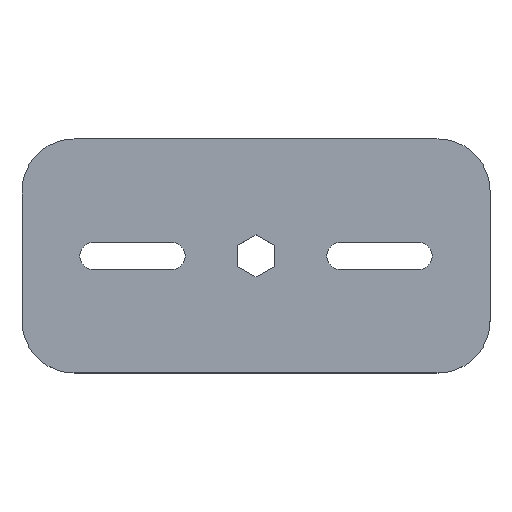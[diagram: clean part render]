
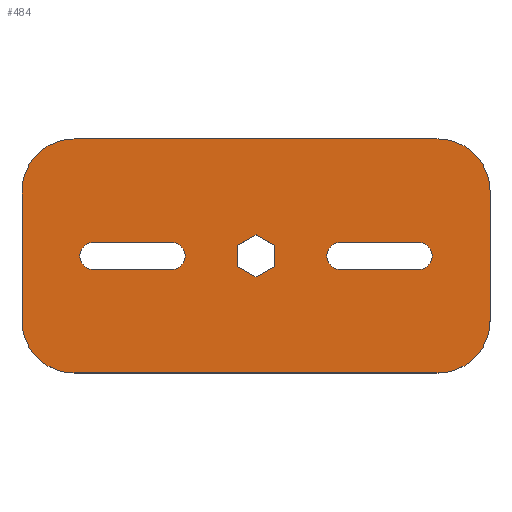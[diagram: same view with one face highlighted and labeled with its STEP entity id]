
A CAD part, top view. The second image highlights one B-rep face of the part: STEP entity #484.
In plain terms, the highlighted planar face has unit normal (0, 0, 1).
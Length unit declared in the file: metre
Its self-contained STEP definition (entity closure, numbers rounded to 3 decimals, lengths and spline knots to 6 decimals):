
#21=CIRCLE('',#502,0.02);
#23=CIRCLE('',#506,0.02);
#25=CIRCLE('',#510,0.02);
#27=CIRCLE('',#514,0.00525);
#29=CIRCLE('',#518,0.00525);
#31=CIRCLE('',#526,0.00525);
#33=CIRCLE('',#530,0.00525);
#35=CIRCLE('',#536,0.02);
#132=ORIENTED_EDGE('',*,*,#226,.T.);
#133=ORIENTED_EDGE('',*,*,#230,.T.);
#134=ORIENTED_EDGE('',*,*,#233,.T.);
#135=ORIENTED_EDGE('',*,*,#239,.F.);
#136=ORIENTED_EDGE('',*,*,#210,.F.);
#137=ORIENTED_EDGE('',*,*,#214,.F.);
#138=ORIENTED_EDGE('',*,*,#217,.F.);
#139=ORIENTED_EDGE('',*,*,#220,.F.);
#140=ORIENTED_EDGE('',*,*,#223,.F.);
#141=ORIENTED_EDGE('',*,*,#237,.F.);
#142=ORIENTED_EDGE('',*,*,#200,.F.);
#143=ORIENTED_EDGE('',*,*,#204,.F.);
#144=ORIENTED_EDGE('',*,*,#207,.F.);
#145=ORIENTED_EDGE('',*,*,#235,.T.);
#146=ORIENTED_EDGE('',*,*,#178,.F.);
#147=ORIENTED_EDGE('',*,*,#182,.T.);
#148=ORIENTED_EDGE('',*,*,#185,.T.);
#149=ORIENTED_EDGE('',*,*,#188,.T.);
#150=ORIENTED_EDGE('',*,*,#191,.T.);
#151=ORIENTED_EDGE('',*,*,#194,.T.);
#152=ORIENTED_EDGE('',*,*,#197,.F.);
#153=ORIENTED_EDGE('',*,*,#241,.T.);
#178=EDGE_CURVE('',#244,#245,#288,.T.);
#182=EDGE_CURVE('',#244,#247,#21,.T.);
#185=EDGE_CURVE('',#247,#249,#293,.T.);
#188=EDGE_CURVE('',#249,#251,#23,.T.);
#191=EDGE_CURVE('',#251,#253,#297,.T.);
#194=EDGE_CURVE('',#253,#255,#25,.T.);
#197=EDGE_CURVE('',#257,#255,#301,.T.);
#200=EDGE_CURVE('',#260,#261,#27,.T.);
#204=EDGE_CURVE('',#263,#260,#306,.T.);
#207=EDGE_CURVE('',#265,#263,#29,.T.);
#210=EDGE_CURVE('',#268,#269,#310,.T.);
#214=EDGE_CURVE('',#271,#268,#314,.T.);
#217=EDGE_CURVE('',#273,#271,#317,.T.);
#220=EDGE_CURVE('',#275,#273,#320,.T.);
#223=EDGE_CURVE('',#277,#275,#323,.T.);
#226=EDGE_CURVE('',#281,#280,#31,.T.);
#230=EDGE_CURVE('',#280,#283,#328,.T.);
#233=EDGE_CURVE('',#283,#285,#33,.T.);
#235=EDGE_CURVE('',#265,#261,#331,.T.);
#237=EDGE_CURVE('',#269,#277,#333,.T.);
#239=EDGE_CURVE('',#281,#285,#335,.T.);
#241=EDGE_CURVE('',#257,#245,#35,.T.);
#244=VERTEX_POINT('',#677);
#245=VERTEX_POINT('',#679);
#247=VERTEX_POINT('',#685);
#249=VERTEX_POINT('',#691);
#251=VERTEX_POINT('',#697);
#253=VERTEX_POINT('',#703);
#255=VERTEX_POINT('',#709);
#257=VERTEX_POINT('',#715);
#260=VERTEX_POINT('',#722);
#261=VERTEX_POINT('',#724);
#263=VERTEX_POINT('',#730);
#265=VERTEX_POINT('',#736);
#268=VERTEX_POINT('',#743);
#269=VERTEX_POINT('',#745);
#271=VERTEX_POINT('',#751);
#273=VERTEX_POINT('',#757);
#275=VERTEX_POINT('',#763);
#277=VERTEX_POINT('',#769);
#280=VERTEX_POINT('',#776);
#281=VERTEX_POINT('',#778);
#283=VERTEX_POINT('',#784);
#285=VERTEX_POINT('',#790);
#288=LINE('',#678,#338);
#293=LINE('',#692,#343);
#297=LINE('',#704,#347);
#301=LINE('',#716,#351);
#306=LINE('',#731,#356);
#310=LINE('',#744,#360);
#314=LINE('',#752,#364);
#317=LINE('',#758,#367);
#320=LINE('',#764,#370);
#323=LINE('',#770,#373);
#328=LINE('',#785,#378);
#331=LINE('',#794,#381);
#333=LINE('',#797,#383);
#335=LINE('',#800,#385);
#338=VECTOR('',#545,1.);
#343=VECTOR('',#558,1.);
#347=VECTOR('',#570,1.);
#351=VECTOR('',#582,1.);
#356=VECTOR('',#595,1.);
#360=VECTOR('',#607,1.);
#364=VECTOR('',#613,1.);
#367=VECTOR('',#618,1.);
#370=VECTOR('',#623,1.);
#373=VECTOR('',#628,1.);
#378=VECTOR('',#641,1.);
#381=VECTOR('',#652,1.);
#383=VECTOR('',#656,1.);
#385=VECTOR('',#660,1.);
#408=EDGE_LOOP('',(#132,#133,#134,#135));
#409=EDGE_LOOP('',(#136,#137,#138,#139,#140,#141));
#410=EDGE_LOOP('',(#142,#143,#144,#145));
#411=EDGE_LOOP('',(#146,#147,#148,#149,#150,#151,#152,#153));
#438=FACE_BOUND('',#408,.T.);
#439=FACE_BOUND('',#409,.T.);
#440=FACE_BOUND('',#410,.T.);
#441=FACE_BOUND('',#411,.T.);
#460=PLANE('',#537);
#484=ADVANCED_FACE('',(#438,#439,#440,#441),#460,.T.);
#502=AXIS2_PLACEMENT_3D('',#686,#552,#553);
#506=AXIS2_PLACEMENT_3D('',#698,#564,#565);
#510=AXIS2_PLACEMENT_3D('',#710,#576,#577);
#514=AXIS2_PLACEMENT_3D('',#723,#588,#589);
#518=AXIS2_PLACEMENT_3D('',#737,#601,#602);
#526=AXIS2_PLACEMENT_3D('',#777,#634,#635);
#530=AXIS2_PLACEMENT_3D('',#791,#647,#648);
#536=AXIS2_PLACEMENT_3D('',#803,#665,#666);
#537=AXIS2_PLACEMENT_3D('',#804,#667,#668);
#545=DIRECTION('',(0.,1.,0.));
#552=DIRECTION('',(0.,0.,1.));
#553=DIRECTION('',(1.,0.,0.));
#558=DIRECTION('',(1.,0.,0.));
#564=DIRECTION('',(0.,0.,1.));
#565=DIRECTION('',(1.,0.,0.));
#570=DIRECTION('',(0.,1.,0.));
#576=DIRECTION('',(0.,0.,1.));
#577=DIRECTION('',(1.,0.,0.));
#582=DIRECTION('',(1.,0.,0.));
#588=DIRECTION('',(0.,0.,1.));
#589=DIRECTION('',(1.,0.,0.));
#595=DIRECTION('',(-1.,0.,0.));
#601=DIRECTION('',(0.,0.,1.));
#602=DIRECTION('',(1.,0.,0.));
#607=DIRECTION('',(0.,1.,0.));
#613=DIRECTION('',(0.866,0.5,0.));
#618=DIRECTION('',(0.866,-0.5,0.));
#623=DIRECTION('',(0.,-1.,0.));
#628=DIRECTION('',(-0.866,-0.5,0.));
#634=DIRECTION('',(0.,0.,-1.));
#635=DIRECTION('',(1.,0.,0.));
#641=DIRECTION('',(1.,0.,0.));
#647=DIRECTION('',(0.,0.,-1.));
#648=DIRECTION('',(1.,0.,0.));
#652=DIRECTION('',(-1.,0.,0.));
#656=DIRECTION('',(-0.866,0.5,0.));
#660=DIRECTION('',(1.,0.,0.));
#665=DIRECTION('',(0.,0.,1.));
#666=DIRECTION('',(1.,0.,0.));
#667=DIRECTION('',(0.,0.,1.));
#668=DIRECTION('',(1.,0.,0.));
#677=CARTESIAN_POINT('',(0.,0.02,0.01));
#678=CARTESIAN_POINT('',(0.,0.045,0.01));
#679=CARTESIAN_POINT('',(0.,0.07,0.01));
#685=CARTESIAN_POINT('',(0.02,0.,0.01));
#686=CARTESIAN_POINT('',(0.02,0.02,0.01));
#691=CARTESIAN_POINT('',(0.16,0.,0.01));
#692=CARTESIAN_POINT('',(0.09,0.,0.01));
#697=CARTESIAN_POINT('',(0.18,0.02,0.01));
#698=CARTESIAN_POINT('',(0.16,0.02,0.01));
#703=CARTESIAN_POINT('',(0.18,0.07,0.01));
#704=CARTESIAN_POINT('',(0.18,0.045,0.01));
#709=CARTESIAN_POINT('',(0.16,0.09,0.01));
#710=CARTESIAN_POINT('',(0.16,0.07,0.01));
#715=CARTESIAN_POINT('',(0.02,0.09,0.01));
#716=CARTESIAN_POINT('',(0.09,0.09,0.01));
#722=CARTESIAN_POINT('',(0.1225,0.05025,0.01));
#723=CARTESIAN_POINT('',(0.1225,0.045,0.01));
#724=CARTESIAN_POINT('',(0.1225,0.03975,0.01));
#730=CARTESIAN_POINT('',(0.1525,0.05025,0.01));
#731=CARTESIAN_POINT('',(0.1375,0.05025,0.01));
#736=CARTESIAN_POINT('',(0.1525,0.03975,0.01));
#737=CARTESIAN_POINT('',(0.1525,0.045,0.01));
#743=CARTESIAN_POINT('',(0.097,0.040959,0.01));
#744=CARTESIAN_POINT('',(0.097,0.045,0.01));
#745=CARTESIAN_POINT('',(0.097,0.049041,0.01));
#751=CARTESIAN_POINT('',(0.09,0.036917,0.01));
#752=CARTESIAN_POINT('',(0.0935,0.038938,0.01));
#757=CARTESIAN_POINT('',(0.083,0.040959,0.01));
#758=CARTESIAN_POINT('',(0.0865,0.038938,0.01));
#763=CARTESIAN_POINT('',(0.083,0.049041,0.01));
#764=CARTESIAN_POINT('',(0.083,0.045,0.01));
#769=CARTESIAN_POINT('',(0.09,0.053083,0.01));
#770=CARTESIAN_POINT('',(0.0865,0.051062,0.01));
#776=CARTESIAN_POINT('',(0.0275,0.05025,0.01));
#777=CARTESIAN_POINT('',(0.0275,0.045,0.01));
#778=CARTESIAN_POINT('',(0.0275,0.03975,0.01));
#784=CARTESIAN_POINT('',(0.0575,0.05025,0.01));
#785=CARTESIAN_POINT('',(0.0425,0.05025,0.01));
#790=CARTESIAN_POINT('',(0.0575,0.03975,0.01));
#791=CARTESIAN_POINT('',(0.0575,0.045,0.01));
#794=CARTESIAN_POINT('',(0.1375,0.03975,0.01));
#797=CARTESIAN_POINT('',(0.0935,0.051062,0.01));
#800=CARTESIAN_POINT('',(0.0425,0.03975,0.01));
#803=CARTESIAN_POINT('',(0.02,0.07,0.01));
#804=CARTESIAN_POINT('',(0.09,0.045,0.01));
